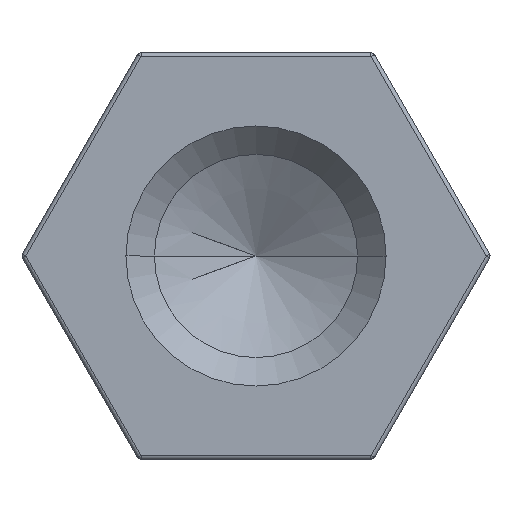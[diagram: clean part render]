
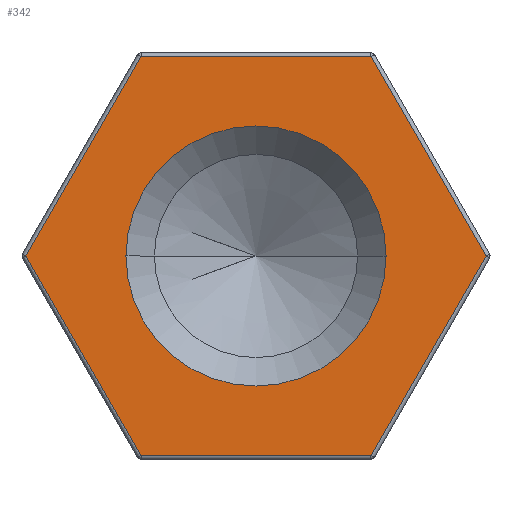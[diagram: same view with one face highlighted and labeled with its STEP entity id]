
A CAD part, left-side view. The second image highlights one B-rep face of the part: STEP entity #342.
In plain terms, the highlighted planar face has unit normal (-1, 0, 0).
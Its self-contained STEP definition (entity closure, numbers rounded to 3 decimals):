
#96 = AXIS2_PLACEMENT_3D ( 'NONE', #568, #1299, #427 ) ;
#121 = EDGE_CURVE ( 'NONE', #1169, #691, #587, .T. ) ;
#136 = FACE_BOUND ( 'NONE', #981, .T. ) ;
#196 = CIRCLE ( 'NONE', #1341, 3.2 ) ;
#200 = VECTOR ( 'NONE', #723, 1000. ) ;
#204 = EDGE_CURVE ( 'NONE', #917, #712, #482, .T. ) ;
#208 = VECTOR ( 'NONE', #742, 1000. ) ;
#209 = LINE ( 'NONE', #735, #200 ) ;
#212 = VECTOR ( 'NONE', #745, 1000. ) ;
#213 = LINE ( 'NONE', #747, #212 ) ;
#217 = LINE ( 'NONE', #826, #208 ) ;
#221 = CARTESIAN_POINT ( 'NONE',  ( 0., -5.658, 0. ) ) ;
#236 = CARTESIAN_POINT ( 'NONE',  ( 0., 3.2, 0. ) ) ;
#243 = CARTESIAN_POINT ( 'NONE',  ( 0., 2.829, -4.9 ) ) ;
#246 = EDGE_CURVE ( 'NONE', #1149, #701, #446, .T. ) ;
#247 = LINE ( 'NONE', #882, #434 ) ;
#339 = EDGE_CURVE ( 'NONE', #712, #1149, #247, .T. ) ;
#342 = ADVANCED_FACE ( 'NONE', ( #1413, #136 ), #853, .F. ) ;
#353 = EDGE_CURVE ( 'NONE', #1091, #917, #213, .T. ) ;
#356 = EDGE_CURVE ( 'NONE', #701, #810, #217, .T. ) ;
#359 = EDGE_CURVE ( 'NONE', #810, #1091, #209, .T. ) ;
#364 = EDGE_CURVE ( 'NONE', #691, #1169, #196, .T. ) ;
#427 = DIRECTION ( 'NONE',  ( 0., 1., 0. ) ) ;
#428 = VECTOR ( 'NONE', #1226, 1000. ) ;
#434 = VECTOR ( 'NONE', #874, 1000. ) ;
#446 = LINE ( 'NONE', #1426, #428 ) ;
#475 = VECTOR ( 'NONE', #730, 1000. ) ;
#482 = LINE ( 'NONE', #611, #475 ) ;
#503 = CARTESIAN_POINT ( 'NONE',  ( 0., 5.658, 0. ) ) ;
#568 = CARTESIAN_POINT ( 'NONE',  ( 0., 0., 0. ) ) ;
#587 = CIRCLE ( 'NONE', #96, 3.2 ) ;
#611 = CARTESIAN_POINT ( 'NONE',  ( 0., 4.244, -2.45 ) ) ;
#644 = DIRECTION ( 'NONE',  ( 0., 1., 0. ) ) ;
#649 = DIRECTION ( 'NONE',  ( 1., 0., 0. ) ) ;
#656 = CARTESIAN_POINT ( 'NONE',  ( 0., 0., 0. ) ) ;
#660 = CARTESIAN_POINT ( 'NONE',  ( 0., -2.829, 4.9 ) ) ;
#691 = VERTEX_POINT ( 'NONE', #236 ) ;
#696 = ORIENTED_EDGE ( 'NONE', *, *, #204, .T. ) ;
#701 = VERTEX_POINT ( 'NONE', #221 ) ;
#712 = VERTEX_POINT ( 'NONE', #243 ) ;
#723 = DIRECTION ( 'NONE',  ( 0., 1., 0. ) ) ;
#730 = DIRECTION ( 'NONE',  ( 0., -0.5, -0.866 ) ) ;
#735 = CARTESIAN_POINT ( 'NONE',  ( 0., 0., 4.9 ) ) ;
#736 = ORIENTED_EDGE ( 'NONE', *, *, #121, .T. ) ;
#737 = ORIENTED_EDGE ( 'NONE', *, *, #364, .T. ) ;
#738 = ORIENTED_EDGE ( 'NONE', *, *, #246, .T. ) ;
#742 = DIRECTION ( 'NONE',  ( 0., 0.5, 0.866 ) ) ;
#743 = ORIENTED_EDGE ( 'NONE', *, *, #339, .T. ) ;
#745 = DIRECTION ( 'NONE',  ( 0., 0.5, -0.866 ) ) ;
#747 = CARTESIAN_POINT ( 'NONE',  ( 0., 4.244, 2.45 ) ) ;
#751 = ORIENTED_EDGE ( 'NONE', *, *, #353, .T. ) ;
#753 = ORIENTED_EDGE ( 'NONE', *, *, #359, .T. ) ;
#754 = ORIENTED_EDGE ( 'NONE', *, *, #356, .T. ) ;
#810 = VERTEX_POINT ( 'NONE', #660 ) ;
#826 = CARTESIAN_POINT ( 'NONE',  ( 0., -4.244, 2.45 ) ) ;
#844 = DIRECTION ( 'NONE',  ( 0., 1., 0. ) ) ;
#846 = DIRECTION ( 'NONE',  ( 1., 0., 0. ) ) ;
#853 = PLANE ( 'NONE',  #1310 ) ;
#874 = DIRECTION ( 'NONE',  ( 0., -1., 0. ) ) ;
#882 = CARTESIAN_POINT ( 'NONE',  ( 0., 0., -4.9 ) ) ;
#908 = CARTESIAN_POINT ( 'NONE',  ( 0., 0., 0. ) ) ;
#917 = VERTEX_POINT ( 'NONE', #503 ) ;
#970 = CARTESIAN_POINT ( 'NONE',  ( 0., 2.829, 4.9 ) ) ;
#979 = CARTESIAN_POINT ( 'NONE',  ( 0., -2.829, -4.9 ) ) ;
#981 = EDGE_LOOP ( 'NONE', ( #737, #736 ) ) ;
#1091 = VERTEX_POINT ( 'NONE', #970 ) ;
#1149 = VERTEX_POINT ( 'NONE', #979 ) ;
#1169 = VERTEX_POINT ( 'NONE', #1190 ) ;
#1190 = CARTESIAN_POINT ( 'NONE',  ( 0., -3.2, 0. ) ) ;
#1226 = DIRECTION ( 'NONE',  ( 0., -0.5, 0.866 ) ) ;
#1236 = EDGE_LOOP ( 'NONE', ( #754, #753, #751, #696, #743, #738 ) ) ;
#1299 = DIRECTION ( 'NONE',  ( 1., 0., 0. ) ) ;
#1310 = AXIS2_PLACEMENT_3D ( 'NONE', #908, #846, #844 ) ;
#1341 = AXIS2_PLACEMENT_3D ( 'NONE', #656, #649, #644 ) ;
#1413 = FACE_OUTER_BOUND ( 'NONE', #1236, .T. ) ;
#1426 = CARTESIAN_POINT ( 'NONE',  ( 0., -4.244, -2.45 ) ) ;
